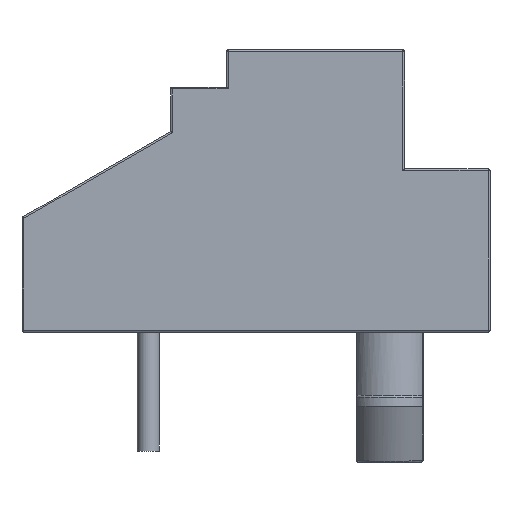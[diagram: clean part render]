
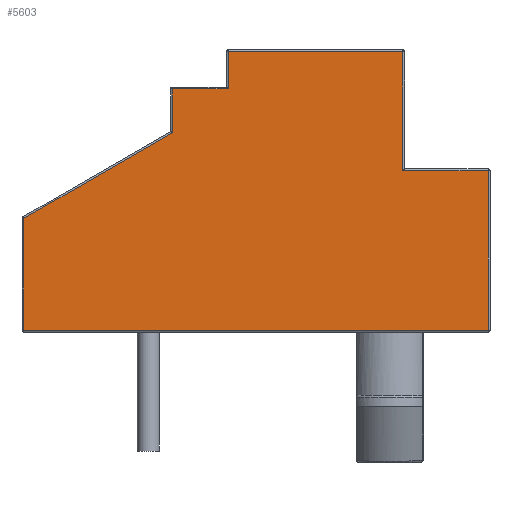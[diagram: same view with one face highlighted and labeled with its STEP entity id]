
A CAD part, left-side view. The second image highlights one B-rep face of the part: STEP entity #5603.
In plain terms, the highlighted face is planar.
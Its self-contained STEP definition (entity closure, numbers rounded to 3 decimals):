
#470=LINE('',#9344,#852);
#476=LINE('',#9386,#858);
#546=LINE('',#9700,#928);
#548=LINE('',#9703,#930);
#564=LINE('',#9736,#946);
#568=LINE('',#9743,#950);
#585=LINE('',#9787,#967);
#589=LINE('',#9794,#971);
#598=LINE('',#9814,#980);
#607=LINE('',#9827,#989);
#852=VECTOR('',#7046,10.);
#858=VECTOR('',#7094,10.);
#928=VECTOR('',#7450,10.);
#930=VECTOR('',#7454,10.);
#946=VECTOR('',#7492,10.);
#950=VECTOR('',#7500,10.);
#967=VECTOR('',#7545,10.);
#971=VECTOR('',#7555,10.);
#980=VECTOR('',#7578,10.);
#989=VECTOR('',#7595,10.);
#1561=FACE_OUTER_BOUND('',#1921,.T.);
#1921=EDGE_LOOP('',(#4614,#4615,#4616,#4617,#4618,#4619,#4620,#4621,#4622,
#4623));
#2463=VERTEX_POINT('',#9334);
#2465=VERTEX_POINT('',#9343);
#2469=VERTEX_POINT('',#9352);
#2480=VERTEX_POINT('',#9382);
#2489=VERTEX_POINT('',#9409);
#2506=VERTEX_POINT('',#9453);
#2510=VERTEX_POINT('',#9462);
#2534=VERTEX_POINT('',#9530);
#2588=VERTEX_POINT('',#9742);
#2601=VERTEX_POINT('',#9786);
#3066=EDGE_CURVE('',#2465,#2463,#470,.T.);
#3086=EDGE_CURVE('',#2463,#2480,#476,.T.);
#3241=EDGE_CURVE('',#2506,#2534,#546,.T.);
#3243=EDGE_CURVE('',#2534,#2510,#548,.T.);
#3262=EDGE_CURVE('',#2510,#2489,#564,.T.);
#3266=EDGE_CURVE('',#2588,#2506,#568,.T.);
#3289=EDGE_CURVE('',#2489,#2601,#585,.T.);
#3294=EDGE_CURVE('',#2480,#2588,#589,.T.);
#3305=EDGE_CURVE('',#2601,#2469,#598,.T.);
#3314=EDGE_CURVE('',#2469,#2465,#607,.T.);
#4614=ORIENTED_EDGE('',*,*,#3241,.F.);
#4615=ORIENTED_EDGE('',*,*,#3266,.F.);
#4616=ORIENTED_EDGE('',*,*,#3294,.F.);
#4617=ORIENTED_EDGE('',*,*,#3086,.F.);
#4618=ORIENTED_EDGE('',*,*,#3066,.F.);
#4619=ORIENTED_EDGE('',*,*,#3314,.F.);
#4620=ORIENTED_EDGE('',*,*,#3305,.F.);
#4621=ORIENTED_EDGE('',*,*,#3289,.F.);
#4622=ORIENTED_EDGE('',*,*,#3262,.F.);
#4623=ORIENTED_EDGE('',*,*,#3243,.F.);
#5309=PLANE('',#6355);
#5603=ADVANCED_FACE('',(#1561),#5309,.T.);
#6355=AXIS2_PLACEMENT_3D('',#9890,#7675,#7676);
#7046=DIRECTION('',(0.,0.,1.));
#7094=DIRECTION('',(0.,1.,0.));
#7450=DIRECTION('',(0.,0.,-1.));
#7454=DIRECTION('',(0.,-1.,0.));
#7492=DIRECTION('',(0.,0.,1.));
#7500=DIRECTION('',(0.,1.,0.));
#7545=DIRECTION('',(0.,0.866,0.5));
#7555=DIRECTION('',(0.,0.,-1.));
#7578=DIRECTION('',(0.,0.,1.));
#7595=DIRECTION('',(0.,1.,0.));
#7675=DIRECTION('center_axis',(1.,0.,0.));
#7676=DIRECTION('ref_axis',(0.,0.,-1.));
#9334=CARTESIAN_POINT('',(6.25,-2.75,7.55));
#9343=CARTESIAN_POINT('',(6.25,-2.75,6.55));
#9344=CARTESIAN_POINT('',(6.25,-2.75,7.6));
#9352=CARTESIAN_POINT('',(6.25,-4.25,6.55));
#9382=CARTESIAN_POINT('',(6.25,1.95,7.55));
#9386=CARTESIAN_POINT('',(6.25,0.,7.55));
#9409=CARTESIAN_POINT('',(6.25,-8.25,3.062));
#9453=CARTESIAN_POINT('',(6.25,4.25,4.35));
#9462=CARTESIAN_POINT('',(6.25,-8.25,0.05));
#9530=CARTESIAN_POINT('',(6.25,4.25,0.05));
#9700=CARTESIAN_POINT('',(6.25,4.25,7.6));
#9703=CARTESIAN_POINT('',(6.25,0.,0.05));
#9736=CARTESIAN_POINT('',(6.25,-8.25,3.8));
#9742=CARTESIAN_POINT('',(6.25,1.95,4.35));
#9743=CARTESIAN_POINT('',(6.25,0.,4.35));
#9786=CARTESIAN_POINT('',(6.25,-4.25,5.371));
#9787=CARTESIAN_POINT('',(6.25,-5.799,4.477));
#9794=CARTESIAN_POINT('',(6.25,1.95,7.6));
#9814=CARTESIAN_POINT('',(6.25,-4.25,7.6));
#9827=CARTESIAN_POINT('',(6.25,-4.85,6.55));
#9890=CARTESIAN_POINT('Origin',(6.25,-4.3,7.6));
